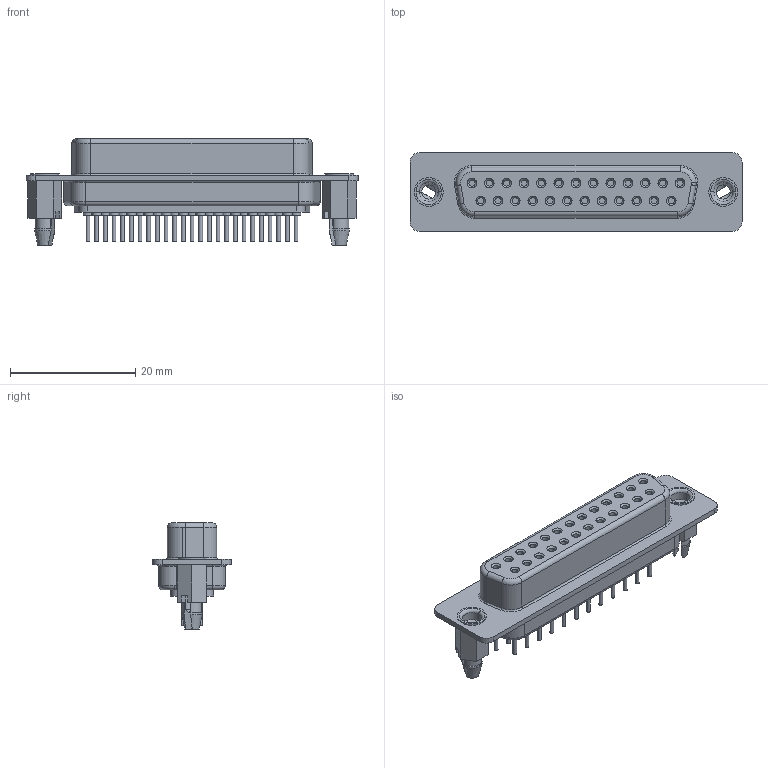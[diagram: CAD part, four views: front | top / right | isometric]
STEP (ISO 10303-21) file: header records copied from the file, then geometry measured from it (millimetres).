
FILE_DESCRIPTION (( 'STEP AP214' ), '1' );
FILE_NAME ('K85X-BD-25S-BR_rA1.STEP', '2013-03-22T19:01:50', ( 'Daniel' ), ( 'Microsoft' ), 'SwSTEP 2.0', 'SolidWorks 2012', '' );
FILE_SCHEMA (( 'AUTOMOTIVE_DESIGN' ));
Length unit declared in the file: millimetre
Products named in the file (1): K85X-BD-25S-BR_rA1
Bounding box: 53.04 x 12.55 x 17 mm (x, y, z)
Volume: 4354.6 mm3; surface area: 3423.4 mm2
Topology: 1 solids, 1 shells, 427 faces, 938 edges, 593 vertices
Faces by surface type: cylinder 209, plane 130, cone 64, torus 24
Entity records: 13443 total; most frequent: DIRECTION 2295, CARTESIAN_POINT 2041, ORIENTED_EDGE 1876, AXIS2_PLACEMENT_3D 943, EDGE_CURVE 938, VERTEX_POINT 593, CIRCLE 515, EDGE_LOOP 511
